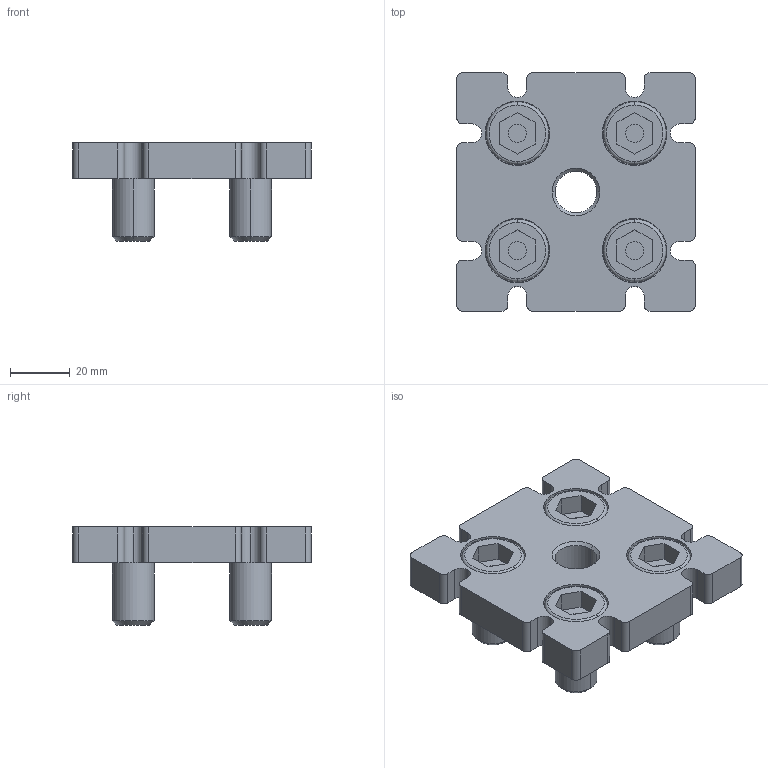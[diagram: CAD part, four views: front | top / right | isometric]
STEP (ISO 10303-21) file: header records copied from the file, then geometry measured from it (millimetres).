
FILE_DESCRIPTION (( 'STEP AP214' ), '1' );
FILE_NAME ('A339 Àäàïòåð 80õ80 (öèíê) äëÿ îïîðû Ì16.STEP', '2019-05-24T11:00:08', ( 'Windows User' ), ( '' ), 'SwSTEP 2.0', 'SolidWorks 2018', '' );
FILE_SCHEMA (( 'AUTOMOTIVE_DESIGN' ));
Length unit declared in the file: millimetre
Products named in the file (3): A339 Àäàïòåð 80õ80 (öèíê) äëÿ îïîðû Ì16; A339 Àäàïòåð 80õ80 (öèíê) äëÿ îïîðû Ì16_00; A339 Àäàïòåð 80õ80 (öèíê) äëÿ îïîðû Ì16, Âèíò_00
Assembly tree (5 placements, depth 2):
  A339 Àäàïòåð 80õ80 (öèíê) äëÿ îïîðû Ì16
    A339 Àäàïòåð 80õ80 (öèíê) äëÿ îïîðû Ì16_00
    A339 Àäàïòåð 80õ80 (öèíê) äëÿ îïîðû Ì16, Âèíò_00  x4
Bounding box: 80 x 80 x 33 mm (x, y, z)
Volume: 78484.1 mm3; surface area: 28729.2 mm2
Topology: 5 solids, 5 shells, 202 faces, 476 edges, 308 vertices
Faces by surface type: cylinder 88, plane 86, torus 16, cone 12
Entity records: 4218 total; most frequent: DIRECTION 768, CARTESIAN_POINT 691, ORIENTED_EDGE 664, EDGE_CURVE 332, AXIS2_PLACEMENT_3D 295, VERTEX_POINT 218, VECTOR 178, LINE 178
